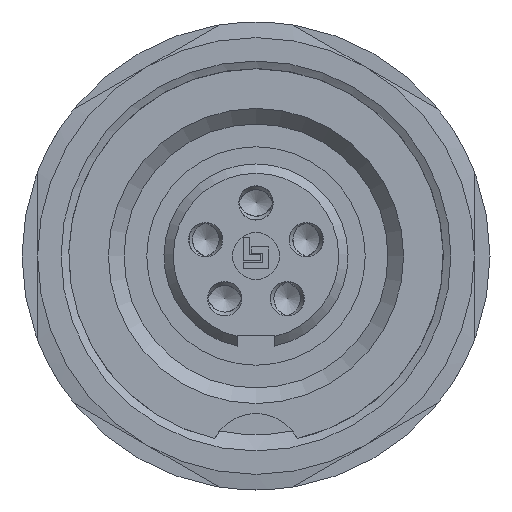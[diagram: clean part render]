
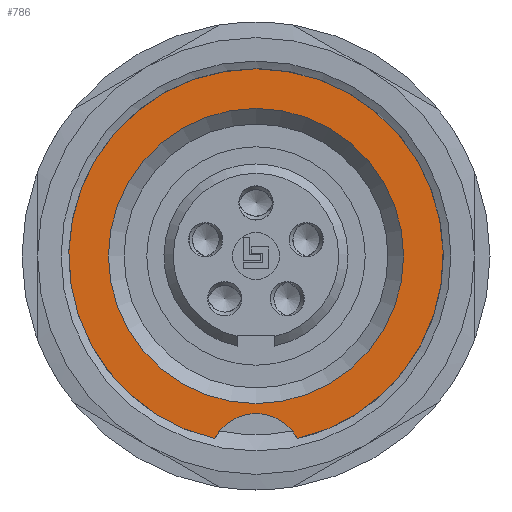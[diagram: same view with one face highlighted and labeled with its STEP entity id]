
A CAD part, left-side view. The second image highlights one B-rep face of the part: STEP entity #786.
In plain terms, the highlighted planar face has unit normal (-1, 0, 0).
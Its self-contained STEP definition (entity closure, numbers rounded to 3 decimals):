
#584=PLANE('',#4571);
#786=ADVANCED_FACE('',(#1000,#1001),#584,.T.);
#1000=FACE_BOUND('',#1287,.T.);
#1001=FACE_BOUND('',#1288,.T.);
#1287=EDGE_LOOP('',(#2850,#2851));
#1288=EDGE_LOOP('',(#2852));
#2850=ORIENTED_EDGE('',*,*,#3969,.F.);
#2851=ORIENTED_EDGE('',*,*,#3970,.F.);
#2852=ORIENTED_EDGE('',*,*,#3967,.T.);
#3428=VERTEX_POINT('',#7659);
#3429=VERTEX_POINT('',#7664);
#3430=VERTEX_POINT('',#7665);
#3967=EDGE_CURVE('',#3428,#3428,#4202,.T.);
#3969=EDGE_CURVE('',#3429,#3430,#4204,.T.);
#3970=EDGE_CURVE('',#3430,#3429,#4205,.T.);
#4202=CIRCLE('',#4565,4.73);
#4204=CIRCLE('',#4569,1.5);
#4205=CIRCLE('',#4570,6.);
#4565=AXIS2_PLACEMENT_3D('',#7658,#5554,#5555);
#4569=AXIS2_PLACEMENT_3D('',#7663,#5562,#5563);
#4570=AXIS2_PLACEMENT_3D('',#7666,#5564,#5565);
#4571=AXIS2_PLACEMENT_3D('',#7667,#5566,#5567);
#5554=DIRECTION('',(1.,0.,0.));
#5555=DIRECTION('',(0.,1.,0.));
#5562=DIRECTION('',(-1.,0.,0.));
#5563=DIRECTION('',(0.,1.,0.));
#5564=DIRECTION('',(1.,0.,0.));
#5565=DIRECTION('',(0.,-1.,0.));
#5566=DIRECTION('',(-1.,0.,0.));
#5567=DIRECTION('',(0.,1.,0.));
#7658=CARTESIAN_POINT('',(0.3,0.,0.));
#7659=CARTESIAN_POINT('',(0.3,4.73,0.));
#7663=CARTESIAN_POINT('',(0.3,0.,-6.55));
#7664=CARTESIAN_POINT('',(0.3,-1.327,-5.851));
#7665=CARTESIAN_POINT('',(0.3,1.327,-5.851));
#7666=CARTESIAN_POINT('',(0.3,0.,0.));
#7667=CARTESIAN_POINT('',(0.3,0.,0.));
